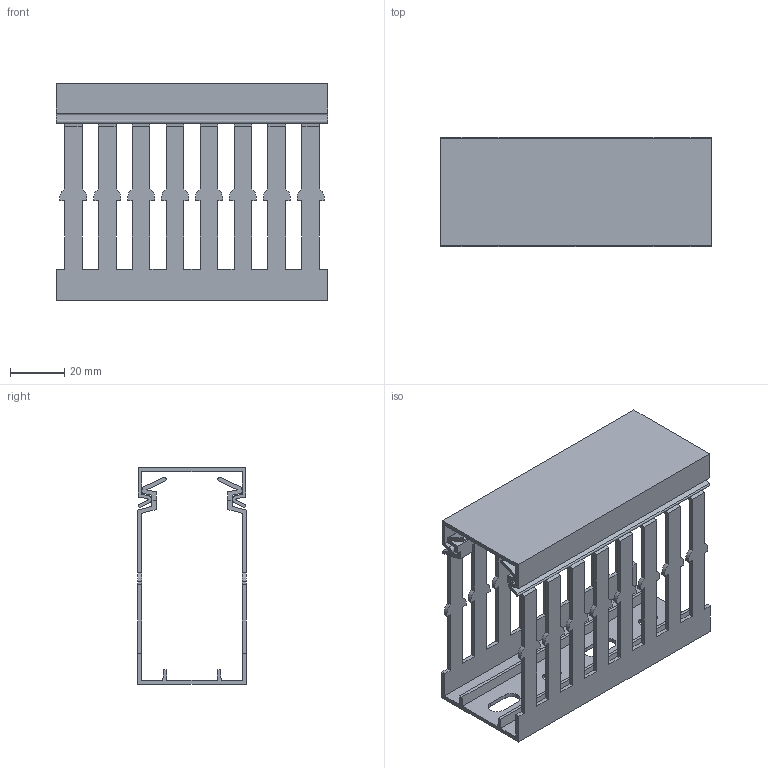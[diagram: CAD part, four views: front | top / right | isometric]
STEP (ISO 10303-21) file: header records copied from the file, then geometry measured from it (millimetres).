
FILE_DESCRIPTION((''),'2;1');
FILE_NAME('BA7A800400_ASM','2022-04-04T08:57:49',('buserr'),(''),'CREO PARAMETRIC BY PTC INC, 2021184','CREO PARAMETRIC BY PTC INC, 2021184','');
FILE_SCHEMA(('AUTOMOTIVE_DESIGN { 1 0 10303 214 1 1 1 1 }'));
Length unit declared in the file: millimetre
Products named in the file (3): PROXY_BA7A800401; PROXY_BA7A402_2; BA7A800400_ASM
Assembly tree (2 placements, depth 2):
  BA7A800400_ASM
    PROXY_BA7A800401
    PROXY_BA7A402_2
Bounding box: 100 x 40.1 x 80 mm (x, y, z)
Volume: 33493.2 mm3; surface area: 51245.6 mm2
Topology: 2 solids, 2 shells, 472 faces, 1430 edges, 965 vertices
Faces by surface type: plane 378, cylinder 94
Entity records: 21683 total; most frequent: CARTESIAN_POINT 2924, ORIENTED_EDGE 2808, DIRECTION 2708, EDGE_CURVE 1404, PRESENTATION_STYLE_ASSIGNMENT 1384, STYLED_ITEM 1384, CURVE_STYLE 1383, VECTOR 1239
